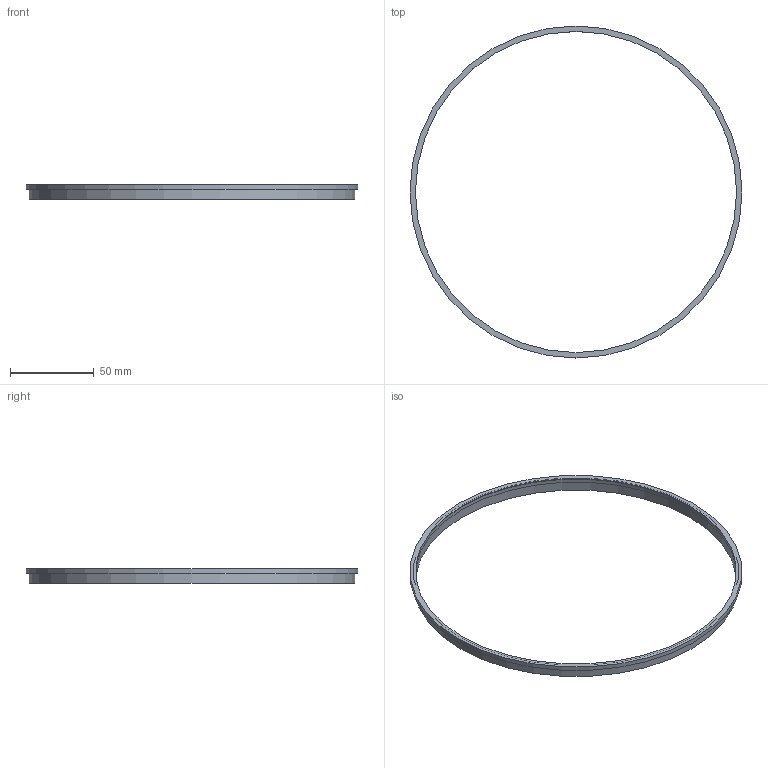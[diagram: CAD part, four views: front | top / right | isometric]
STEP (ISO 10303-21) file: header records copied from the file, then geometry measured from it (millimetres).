
FILE_DESCRIPTION(('HOOPS Exchange Step'),'2;1');
FILE_NAME('temp_export','2023-08-27T15:54:54-05:00',('mobile'),('Shapr3D Limited'),'HOOPS Exchange 2023.2','Shapr3D','Authorized');
FILE_SCHEMA( ('AUTOMOTIVE_DESIGN { 1 0 10303 214 1 1 1 1 }') );
Length unit declared in the file: millimetre
Products named in the file (4): Folder 02; Fins; Folder 03; root
Assembly tree (3 placements, depth 3):
  root
    Folder 02
    Folder 03
      Fins
Bounding box: 198.5 x 198.5 x 8.4 mm (x, y, z)
Volume: 11254.3 mm3; surface area: 18408.3 mm2
Topology: 2 solids, 2 shells, 8 faces, 20 edges, 16 vertices
Faces by surface type: cylinder 4, plane 4
Full cylindrical faces by diameter (mm): 192 x2, 194.5 x1, 198.5 x1
Entity records: 352 total; most frequent: DIRECTION 60, CARTESIAN_POINT 48, ORIENTED_EDGE 40, AXIS2_PLACEMENT_3D 28, EDGE_CURVE 20, VERTEX_POINT 16, CIRCLE 16, EDGE_LOOP 12
